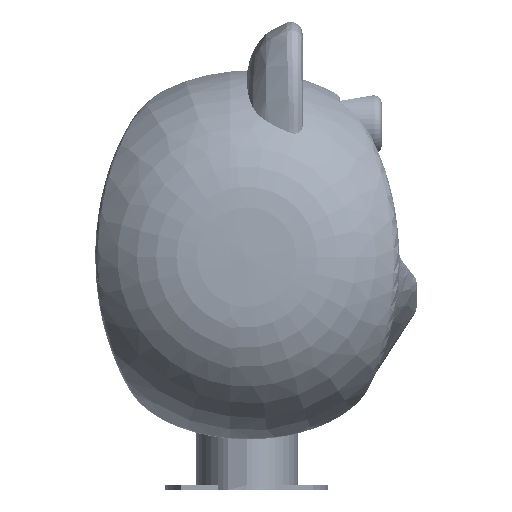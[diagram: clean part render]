
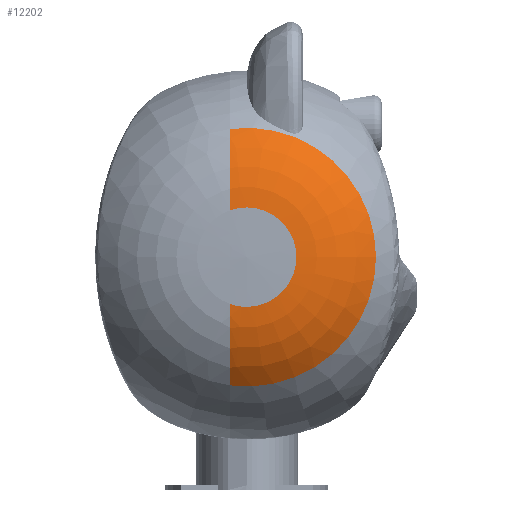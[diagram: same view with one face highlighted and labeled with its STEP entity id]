
A CAD part, left-side view. The second image highlights one B-rep face of the part: STEP entity #12202.
In plain terms, the highlighted toroidal (fillet/blend) face has major radius 19.91 mm and minor radius 54 mm.
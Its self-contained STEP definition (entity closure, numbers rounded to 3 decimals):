
#837=DEGENERATE_TOROIDAL_SURFACE('',#14506,19.91,54.,.T.);
#1049=CIRCLE('',#14507,21.346);
#1050=CIRCLE('',#14508,55.538);
#3576=ORIENTED_EDGE('',*,*,#6918,.F.);
#3577=ORIENTED_EDGE('',*,*,#6990,.T.);
#3578=ORIENTED_EDGE('',*,*,#6916,.F.);
#3579=ORIENTED_EDGE('',*,*,#6991,.F.);
#6916=EDGE_CURVE('',#8698,#8699,#9809,.T.);
#6918=EDGE_CURVE('',#8700,#8701,#9811,.T.);
#6990=EDGE_CURVE('',#8700,#8699,#1049,.T.);
#6991=EDGE_CURVE('',#8701,#8698,#1050,.T.);
#8698=VERTEX_POINT('',#19531);
#8699=VERTEX_POINT('',#19540);
#8700=VERTEX_POINT('',#19548);
#8701=VERTEX_POINT('',#19559);
#9809=B_SPLINE_CURVE_WITH_KNOTS('',3,(#19532,#19533,#19534,#19535,#19536,
#19537,#19538,#19539),.UNSPECIFIED.,.F.,.F.,(4,1,1,1,1,4),(0.355,
0.36,0.364,0.374,0.383,
0.392),.UNSPECIFIED.);
#9811=B_SPLINE_CURVE_WITH_KNOTS('',3,(#19549,#19550,#19551,#19552,#19553,
#19554,#19555,#19556,#19557,#19558),.UNSPECIFIED.,.F.,.F.,(4,1,1,1,1,1,
1,4),(0.02,0.025,0.03,0.035,
0.039,0.044,0.049,0.059),
 .UNSPECIFIED.);
#10366=EDGE_LOOP('',(#3576,#3577,#3578,#3579));
#11296=FACE_BOUND('',#10366,.T.);
#12202=ADVANCED_FACE('',(#11296),#837,.T.);
#14506=AXIS2_PLACEMENT_3D('',#20259,#15936,#15937);
#14507=AXIS2_PLACEMENT_3D('',#20260,#15938,#15939);
#14508=AXIS2_PLACEMENT_3D('',#20261,#15940,#15941);
#15936=DIRECTION('',(1.,0.,0.));
#15937=DIRECTION('',(0.,0.,-1.));
#15938=DIRECTION('',(1.,0.,0.));
#15939=DIRECTION('',(0.,0.,-1.));
#15940=DIRECTION('',(1.,0.,0.));
#15941=DIRECTION('',(0.,0.,-1.));
#19531=CARTESIAN_POINT('',(-79.03,7.,-55.095));
#19532=CARTESIAN_POINT('',(-79.03,7.,-55.095));
#19533=CARTESIAN_POINT('',(-80.071,7.,-53.9));
#19534=CARTESIAN_POINT('',(-82.051,7.,-51.416));
#19535=CARTESIAN_POINT('',(-85.597,7.,-46.046));
#19536=CARTESIAN_POINT('',(-89.044,7.,-38.943));
#19537=CARTESIAN_POINT('',(-91.692,7.,-29.645));
#19538=CARTESIAN_POINT('',(-92.352,7.,-23.341));
#19539=CARTESIAN_POINT('',(-92.432,7.,-20.165));
#19540=CARTESIAN_POINT('',(-92.432,7.,-20.165));
#19548=CARTESIAN_POINT('',(-92.432,7.,20.165));
#19549=CARTESIAN_POINT('',(-92.432,7.,20.165));
#19550=CARTESIAN_POINT('',(-92.393,7.,21.744));
#19551=CARTESIAN_POINT('',(-92.189,7.,24.898));
#19552=CARTESIAN_POINT('',(-91.481,7.,29.648));
#19553=CARTESIAN_POINT('',(-90.364,7.,34.319));
#19554=CARTESIAN_POINT('',(-88.863,7.,38.828));
#19555=CARTESIAN_POINT('',(-86.979,7.,43.192));
#19556=CARTESIAN_POINT('',(-83.922,7.,48.845));
#19557=CARTESIAN_POINT('',(-81.111,7.,52.706));
#19558=CARTESIAN_POINT('',(-79.03,7.,55.095));
#19559=CARTESIAN_POINT('',(-79.03,7.,55.095));
#20259=CARTESIAN_POINT('',(-38.451,0.,0.));
#20260=CARTESIAN_POINT('',(-92.432,0.,0.));
#20261=CARTESIAN_POINT('',(-79.03,0.,0.));
